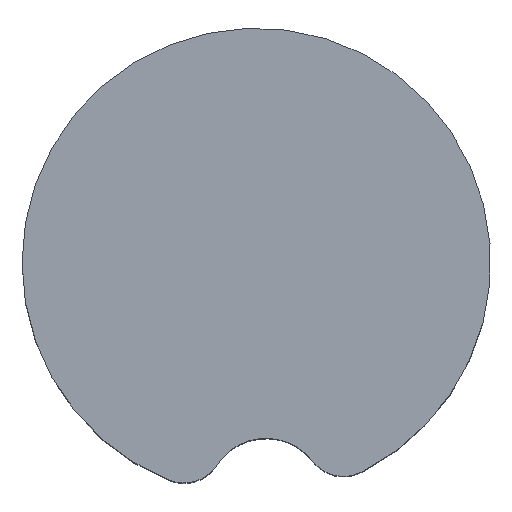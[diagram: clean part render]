
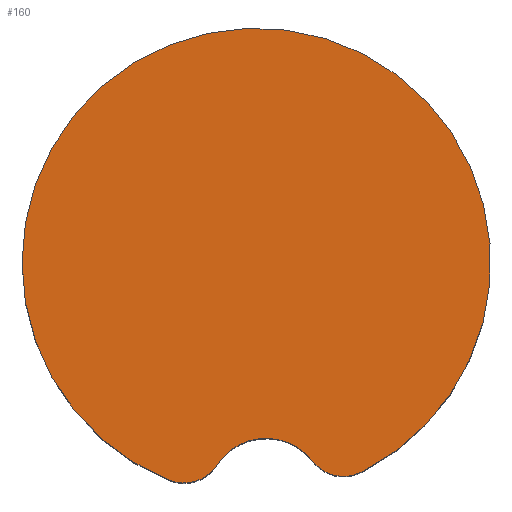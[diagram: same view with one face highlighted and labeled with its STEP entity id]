
A CAD part, top view. The second image highlights one B-rep face of the part: STEP entity #160.
In plain terms, the highlighted planar face has unit normal (0, 0, 1).
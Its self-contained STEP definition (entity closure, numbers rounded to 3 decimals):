
#17=PLANE('',#192);
#25=FACE_OUTER_BOUND('',#36,.T.);
#36=EDGE_LOOP('',(#128,#129,#130,#131));
#64=CIRCLE('',#181,1.);
#67=CIRCLE('',#185,1.5);
#71=CIRCLE('',#191,1.);
#72=CIRCLE('',#193,6.);
#74=VERTEX_POINT('',#255);
#75=VERTEX_POINT('',#256);
#79=VERTEX_POINT('',#266);
#84=VERTEX_POINT('',#280);
#88=EDGE_CURVE('',#74,#75,#64,.T.);
#94=EDGE_CURVE('',#74,#79,#67,.T.);
#101=EDGE_CURVE('',#84,#79,#71,.T.);
#102=EDGE_CURVE('',#75,#84,#72,.T.);
#128=ORIENTED_EDGE('',*,*,#88,.F.);
#129=ORIENTED_EDGE('',*,*,#94,.T.);
#130=ORIENTED_EDGE('',*,*,#101,.F.);
#131=ORIENTED_EDGE('',*,*,#102,.F.);
#160=ADVANCED_FACE('',(#25),#17,.T.);
#181=AXIS2_PLACEMENT_3D('',#257,#204,#205);
#185=AXIS2_PLACEMENT_3D('',#268,#215,#216);
#191=AXIS2_PLACEMENT_3D('',#282,#230,#231);
#192=AXIS2_PLACEMENT_3D('',#283,#232,#233);
#193=AXIS2_PLACEMENT_3D('',#284,#234,#235);
#204=DIRECTION('center_axis',(0.,0.,
-1.));
#205=DIRECTION('ref_axis',(0.305,-0.952,0.));
#215=DIRECTION('center_axis',(0.,0.,
-1.));
#216=DIRECTION('ref_axis',(1.,0.,0.));
#230=DIRECTION('center_axis',(0.,0.,
-1.));
#231=DIRECTION('ref_axis',(-0.225,-0.974,0.));
#232=DIRECTION('center_axis',(0.,0.,
1.));
#233=DIRECTION('ref_axis',(-1.,0.,0.));
#234=DIRECTION('center_axis',(0.,0.,
-1.));
#235=DIRECTION('ref_axis',(-1.,0.,0.));
#255=CARTESIAN_POINT('',(-1.761,25.812,30.894));
#256=CARTESIAN_POINT('',(-2.973,25.425,30.894));
#257=CARTESIAN_POINT('Origin',(-2.602,26.354,30.894));
#266=CARTESIAN_POINT('',(0.69,25.914,30.894));
#268=CARTESIAN_POINT('Origin',(-0.5,25.,30.894));
#280=CARTESIAN_POINT('',(1.929,25.628,30.894));
#282=CARTESIAN_POINT('Origin',(1.483,26.523,30.894));
#283=CARTESIAN_POINT('Origin',(-0.749,33.997,30.894));
#284=CARTESIAN_POINT('Origin',(-0.749,30.997,30.894));
